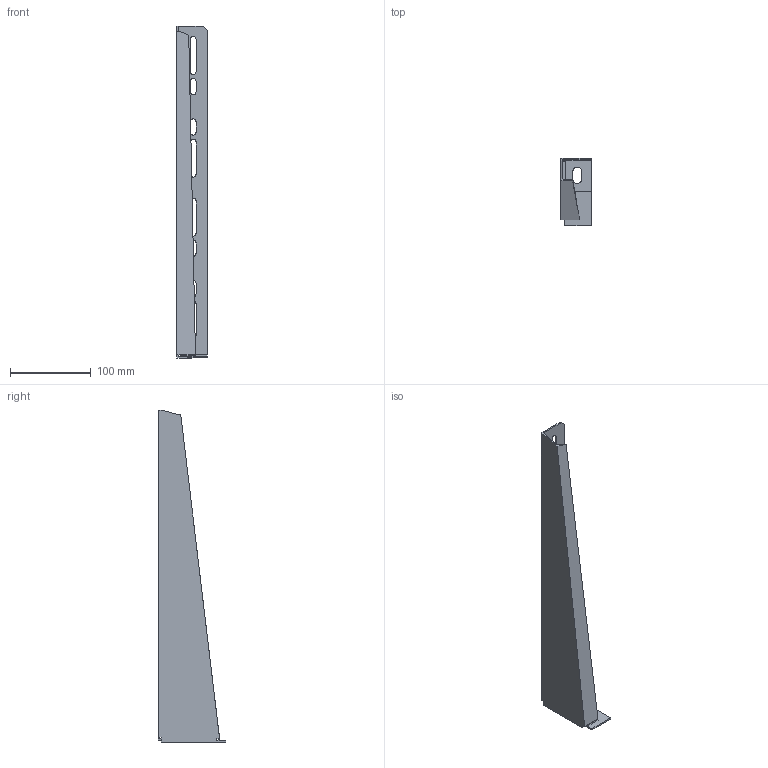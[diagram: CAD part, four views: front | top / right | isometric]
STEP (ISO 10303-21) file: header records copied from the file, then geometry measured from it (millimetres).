
FILE_DESCRIPTION (( 'STEP AP214' ), '1' );
FILE_NAME ('6424436.STEP', '2024-05-31T07:57:56', ( '' ), ( '' ), 'SwSTEP 2.0', 'SolidWorks 2022', '' );
FILE_SCHEMA (( 'AUTOMOTIVE_DESIGN' ));
Length unit declared in the file: millimetre
Products named in the file (2): 183133_Standard; 6424436
Assembly tree (1 placements, depth 2):
  6424436
    183133_Standard
Bounding box: 38.05 x 83.4 x 410.8 mm (x, y, z)
Volume: 84761.7 mm3; surface area: 92918.1 mm2
Topology: 1 solids, 1 shells, 101 faces, 289 edges, 190 vertices
Faces by surface type: plane 66, cylinder 31, bspline 4
Entity records: 3471 total; most frequent: CARTESIAN_POINT 720, ORIENTED_EDGE 578, DIRECTION 529, EDGE_CURVE 289, LINE 211, VECTOR 211, VERTEX_POINT 190, AXIS2_PLACEMENT_3D 159
